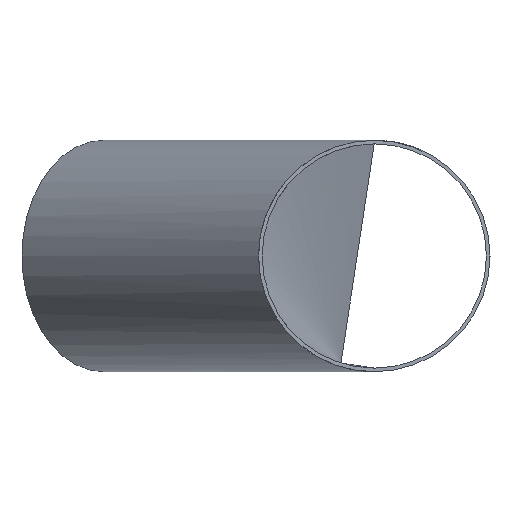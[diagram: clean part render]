
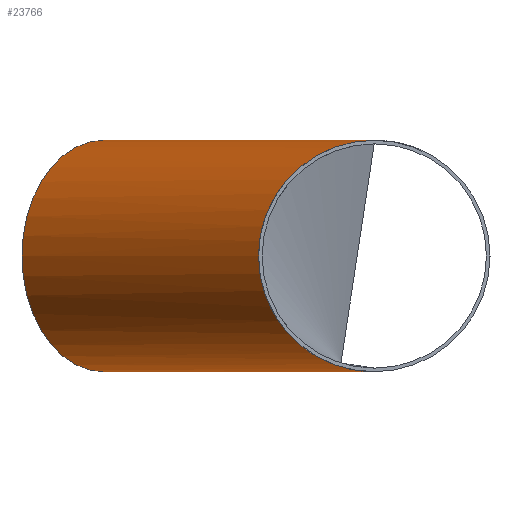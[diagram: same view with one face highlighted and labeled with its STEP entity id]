
A CAD part, left-side view. The second image highlights one B-rep face of the part: STEP entity #23766.
In plain terms, the highlighted cylindrical face has radius 84.15 mm (diameter 168.3 mm), a full revolution.
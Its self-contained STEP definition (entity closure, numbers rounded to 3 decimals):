
#303 = EDGE_CURVE ( 'NONE', #14755, #14755, #5321, .T. ) ;
#392 =( BOUNDED_CURVE ( )  B_SPLINE_CURVE ( 3, ( #4167, #3153, #1396, #21757 ),
 .UNSPECIFIED., .F., .T. ) 
 B_SPLINE_CURVE_WITH_KNOTS ( ( 4, 4 ),
 ( 4.712, 7.854 ),
 .UNSPECIFIED. ) 
 CURVE ( )  GEOMETRIC_REPRESENTATION_ITEM ( )  RATIONAL_B_SPLINE_CURVE ( ( 1., 0.333, 0.333, 1. ) ) 
 REPRESENTATION_ITEM ( '' )  );
#1103 = DIRECTION ( 'NONE',  ( -0.707, 0.707, 0. ) ) ;
#1381 = AXIS2_PLACEMENT_3D ( 'NONE', #23519, #11209, #13261 ) ;
#1396 = CARTESIAN_POINT ( 'NONE',  ( -153.868, 168.3, -84.15 ) ) ;
#1420 = CARTESIAN_POINT ( 'NONE',  ( -84.156, 0., 84.15 ) ) ;
#2221 = CARTESIAN_POINT ( 'NONE',  ( 322.156, 168.3, 84.15 ) ) ;
#2816 = EDGE_CURVE ( 'NONE', #14854, #14248, #4371, .T. ) ;
#3153 = CARTESIAN_POINT ( 'NONE',  ( -153.868, 168.3, 84.15 ) ) ;
#4167 = CARTESIAN_POINT ( 'NONE',  ( -84.156, 0., 84.15 ) ) ;
#4371 =( BOUNDED_CURVE ( )  B_SPLINE_CURVE ( 3, ( #8279, #10375, #2221, #20192 ),
 .UNSPECIFIED., .F., .T. ) 
 B_SPLINE_CURVE_WITH_KNOTS ( ( 4, 4 ),
 ( 1.571, 4.712 ),
 .UNSPECIFIED. ) 
 CURVE ( )  GEOMETRIC_REPRESENTATION_ITEM ( )  RATIONAL_B_SPLINE_CURVE ( ( 1., 0.333, 0.333, 1. ) ) 
 REPRESENTATION_ITEM ( '' )  );
#5321 = CIRCLE ( 'NONE', #21251, 84.15 ) ;
#6764 = ORIENTED_EDGE ( 'NONE', *, *, #2816, .F. ) ;
#6904 = CARTESIAN_POINT ( 'NONE',  ( 53.027, 256.189, 0. ) ) ;
#7145 = CARTESIAN_POINT ( 'NONE',  ( 112.53, 196.686, 0. ) ) ;
#8279 = CARTESIAN_POINT ( 'NONE',  ( -84.156, 0., -84.15 ) ) ;
#10375 = CARTESIAN_POINT ( 'NONE',  ( 322.156, 168.3, -84.15 ) ) ;
#11023 = DIRECTION ( 'NONE',  ( 0.707, 0.707, 0. ) ) ;
#11209 = DIRECTION ( 'NONE',  ( 0.707, 0.707, 0. ) ) ;
#12489 = ORIENTED_EDGE ( 'NONE', *, *, #17879, .F. ) ;
#12648 = EDGE_LOOP ( 'NONE', ( #6764, #12489 ) ) ;
#13261 = DIRECTION ( 'NONE',  ( -0.707, 0.707, 0. ) ) ;
#13692 = EDGE_LOOP ( 'NONE', ( #19306 ) ) ;
#14248 = VERTEX_POINT ( 'NONE', #1420 ) ;
#14755 = VERTEX_POINT ( 'NONE', #6904 ) ;
#14854 = VERTEX_POINT ( 'NONE', #20305 ) ;
#15368 = FACE_OUTER_BOUND ( 'NONE', #12648, .T. ) ;
#17879 = EDGE_CURVE ( 'NONE', #14248, #14854, #392, .T. ) ;
#19306 = ORIENTED_EDGE ( 'NONE', *, *, #303, .F. ) ;
#19861 = CYLINDRICAL_SURFACE ( 'NONE', #1381, 84.15 ) ;
#20192 = CARTESIAN_POINT ( 'NONE',  ( -84.156, 0., 84.15 ) ) ;
#20305 = CARTESIAN_POINT ( 'NONE',  ( -84.156, 0., -84.15 ) ) ;
#21251 = AXIS2_PLACEMENT_3D ( 'NONE', #7145, #11023, #1103 ) ;
#21757 = CARTESIAN_POINT ( 'NONE',  ( -84.156, 0., -84.15 ) ) ;
#23519 = CARTESIAN_POINT ( 'NONE',  ( 112.53, 196.686, 0. ) ) ;
#23766 = ADVANCED_FACE ( 'NONE', ( #15368, #25530 ), #19861, .T. ) ;
#25530 = FACE_OUTER_BOUND ( 'NONE', #13692, .T. ) ;
